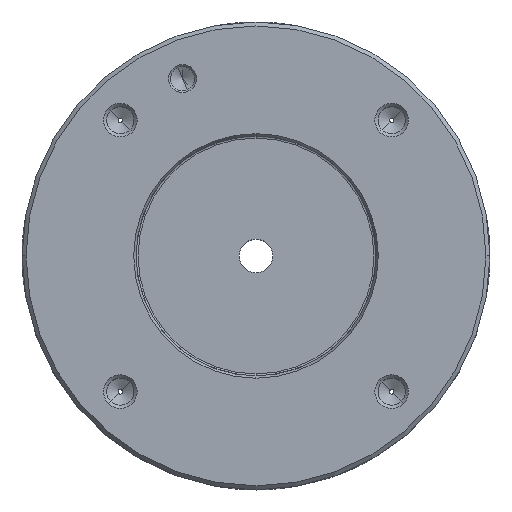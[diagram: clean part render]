
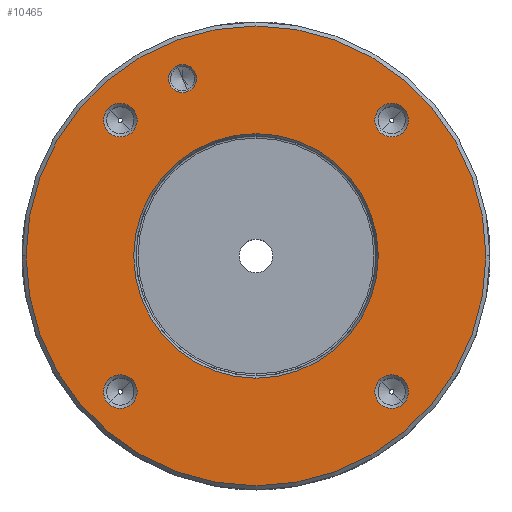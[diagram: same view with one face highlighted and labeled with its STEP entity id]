
A CAD part, top view. The second image highlights one B-rep face of the part: STEP entity #10465.
In plain terms, the highlighted planar face has unit normal (0, 0, 1).
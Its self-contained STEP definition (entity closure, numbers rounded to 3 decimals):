
#5482=CARTESIAN_POINT('',(0.,0.,
65.));
#5483=DIRECTION('',(0.,0.,1.));
#5484=DIRECTION('',(-1.,0.,0.));
#5485=AXIS2_PLACEMENT_3D('',#5482,#5483,#5484);
#5490=CARTESIAN_POINT('',(0.,0.,
65.));
#5491=DIRECTION('',(0.,0.,1.));
#5492=DIRECTION('',(1.,0.,0.));
#5493=AXIS2_PLACEMENT_3D('',#5490,#5491,#5492);
#5498=CARTESIAN_POINT('',(-18.369,44.346,65.));
#5499=DIRECTION('',(0.,0.,-1.));
#5500=DIRECTION('',(0.383,-0.924,0.));
#5501=AXIS2_PLACEMENT_3D('',#5498,#5499,#5500);
#5506=CARTESIAN_POINT('',(-18.369,44.346,65.));
#5507=DIRECTION('',(0.,0.,-1.));
#5508=DIRECTION('',(-0.383,0.924,0.));
#5509=AXIS2_PLACEMENT_3D('',#5506,#5507,#5508);
#5514=CARTESIAN_POINT('',(-33.941,-33.941,65.));
#5515=DIRECTION('',(0.,0.,-1.));
#5516=DIRECTION('',(-0.707,-0.707,0.));
#5517=AXIS2_PLACEMENT_3D('',#5514,#5515,#5516);
#5522=CARTESIAN_POINT('',(-33.941,-33.941,65.));
#5523=DIRECTION('',(0.,0.,-1.));
#5524=DIRECTION('',(0.707,0.707,0.));
#5525=AXIS2_PLACEMENT_3D('',#5522,#5523,#5524);
#5530=CARTESIAN_POINT('',(-33.941,33.941,65.));
#5531=DIRECTION('',(0.,0.,-1.));
#5532=DIRECTION('',(-0.707,0.707,0.));
#5533=AXIS2_PLACEMENT_3D('',#5530,#5531,#5532);
#5538=CARTESIAN_POINT('',(-33.941,33.941,65.));
#5539=DIRECTION('',(0.,0.,-1.));
#5540=DIRECTION('',(0.707,-0.707,0.));
#5541=AXIS2_PLACEMENT_3D('',#5538,#5539,#5540);
#5546=CARTESIAN_POINT('',(33.941,33.941,65.));
#5547=DIRECTION('',(0.,0.,-1.));
#5548=DIRECTION('',(0.707,0.707,0.));
#5549=AXIS2_PLACEMENT_3D('',#5546,#5547,#5548);
#5554=CARTESIAN_POINT('',(33.941,33.941,65.));
#5555=DIRECTION('',(0.,0.,-1.));
#5556=DIRECTION('',(-0.707,-0.707,0.));
#5557=AXIS2_PLACEMENT_3D('',#5554,#5555,#5556);
#5562=CARTESIAN_POINT('',(33.941,-33.941,65.));
#5563=DIRECTION('',(0.,0.,-1.));
#5564=DIRECTION('',(0.707,-0.707,0.));
#5565=AXIS2_PLACEMENT_3D('',#5562,#5563,#5564);
#5570=CARTESIAN_POINT('',(33.941,-33.941,65.));
#5571=DIRECTION('',(0.,0.,-1.));
#5572=DIRECTION('',(-0.707,0.707,0.));
#5573=AXIS2_PLACEMENT_3D('',#5570,#5571,#5572);
#5592=CARTESIAN_POINT('',(0.,0.,65.));
#5593=DIRECTION('',(0.,0.,-1.));
#5594=DIRECTION('',(0.,-1.,0.));
#5595=AXIS2_PLACEMENT_3D('',#5592,#5593,#5594);
#5608=CARTESIAN_POINT('',(0.,0.,65.));
#5609=DIRECTION('',(0.,0.,-1.));
#5610=DIRECTION('',(0.,1.,0.));
#5611=AXIS2_PLACEMENT_3D('',#5608,#5609,#5610);
#7241=CARTESIAN_POINT('',(-17.029,41.113,65.));
#7242=VERTEX_POINT('',#7241);
#7243=CARTESIAN_POINT('',(-19.708,47.58,65.));
#7244=VERTEX_POINT('',#7243);
#7253=CARTESIAN_POINT('',(-36.911,-36.911,65.));
#7254=VERTEX_POINT('',#7253);
#7255=CARTESIAN_POINT('',(-30.971,-30.971,65.));
#7256=VERTEX_POINT('',#7255);
#7265=CARTESIAN_POINT('',(-36.911,36.911,65.));
#7266=VERTEX_POINT('',#7265);
#7267=CARTESIAN_POINT('',(-30.971,30.971,65.));
#7268=VERTEX_POINT('',#7267);
#7277=CARTESIAN_POINT('',(36.911,36.911,65.));
#7278=VERTEX_POINT('',#7277);
#7279=CARTESIAN_POINT('',(30.971,30.971,65.));
#7280=VERTEX_POINT('',#7279);
#7289=CARTESIAN_POINT('',(36.911,-36.911,65.));
#7290=VERTEX_POINT('',#7289);
#7291=CARTESIAN_POINT('',(30.971,-30.971,65.));
#7292=VERTEX_POINT('',#7291);
#7361=CARTESIAN_POINT('',(0.,-30.577,65.));
#7362=CARTESIAN_POINT('',(0.,30.577,65.));
#7363=VERTEX_POINT('',#7361);
#7364=VERTEX_POINT('',#7362);
#7385=CARTESIAN_POINT('',(-57.5,0.,65.));
#7386=CARTESIAN_POINT('',(57.5,0.,
65.));
#7387=VERTEX_POINT('',#7385);
#7388=VERTEX_POINT('',#7386);
#10420=CARTESIAN_POINT('',(0.,0.,65.));
#10421=DIRECTION('',(0.,0.,-1.));
#10422=DIRECTION('',(1.,0.,0.));
#10423=AXIS2_PLACEMENT_3D('',#10420,#10421,#10422);
#10424=PLANE('',#10423);
#10426=ORIENTED_EDGE('',*,*,#10425,.F.);
#10428=ORIENTED_EDGE('',*,*,#10427,.F.);
#10429=EDGE_LOOP('',(#10426,#10428));
#10430=FACE_OUTER_BOUND('',#10429,.F.);
#10432=ORIENTED_EDGE('',*,*,#10431,.F.);
#10434=ORIENTED_EDGE('',*,*,#10433,.F.);
#10435=EDGE_LOOP('',(#10432,#10434));
#10436=FACE_BOUND('',#10435,.F.);
#10438=ORIENTED_EDGE('',*,*,#10437,.F.);
#10440=ORIENTED_EDGE('',*,*,#10439,.F.);
#10441=EDGE_LOOP('',(#10438,#10440));
#10442=FACE_BOUND('',#10441,.F.);
#10443=ORIENTED_EDGE('',*,*,#10399,.F.);
#10444=ORIENTED_EDGE('',*,*,#10415,.F.);
#10445=EDGE_LOOP('',(#10443,#10444));
#10446=FACE_BOUND('',#10445,.F.);
#10448=ORIENTED_EDGE('',*,*,#10447,.F.);
#10450=ORIENTED_EDGE('',*,*,#10449,.F.);
#10451=EDGE_LOOP('',(#10448,#10450));
#10452=FACE_BOUND('',#10451,.F.);
#10454=ORIENTED_EDGE('',*,*,#10453,.F.);
#10456=ORIENTED_EDGE('',*,*,#10455,.F.);
#10457=EDGE_LOOP('',(#10454,#10456));
#10458=FACE_BOUND('',#10457,.F.);
#10460=ORIENTED_EDGE('',*,*,#10459,.F.);
#10462=ORIENTED_EDGE('',*,*,#10461,.F.);
#10463=EDGE_LOOP('',(#10460,#10462));
#10464=FACE_BOUND('',#10463,.F.);
#5486=CIRCLE('',#5485,57.5);
#5494=CIRCLE('',#5493,57.5);
#5502=CIRCLE('',#5501,3.5);
#5510=CIRCLE('',#5509,3.5);
#5518=CIRCLE('',#5517,4.2);
#5526=CIRCLE('',#5525,4.2);
#5534=CIRCLE('',#5533,4.2);
#5542=CIRCLE('',#5541,4.2);
#5550=CIRCLE('',#5549,4.2);
#5558=CIRCLE('',#5557,4.2);
#5566=CIRCLE('',#5565,4.2);
#5574=CIRCLE('',#5573,4.2);
#5596=CIRCLE('',#5595,30.577);
#5612=CIRCLE('',#5611,30.577);
#10399=EDGE_CURVE('',#7254,#7256,#5518,.T.);
#10415=EDGE_CURVE('',#7256,#7254,#5526,.T.);
#10425=EDGE_CURVE('',#7387,#7388,#5486,.T.);
#10427=EDGE_CURVE('',#7388,#7387,#5494,.T.);
#10431=EDGE_CURVE('',#7363,#7364,#5596,.T.);
#10433=EDGE_CURVE('',#7364,#7363,#5612,.T.);
#10437=EDGE_CURVE('',#7242,#7244,#5502,.T.);
#10439=EDGE_CURVE('',#7244,#7242,#5510,.T.);
#10447=EDGE_CURVE('',#7266,#7268,#5534,.T.);
#10449=EDGE_CURVE('',#7268,#7266,#5542,.T.);
#10453=EDGE_CURVE('',#7278,#7280,#5550,.T.);
#10455=EDGE_CURVE('',#7280,#7278,#5558,.T.);
#10459=EDGE_CURVE('',#7290,#7292,#5566,.T.);
#10461=EDGE_CURVE('',#7292,#7290,#5574,.T.);
#10465=ADVANCED_FACE('',(#10430,#10436,#10442,#10446,#10452,#10458,#10464),
#10424,.F.);
